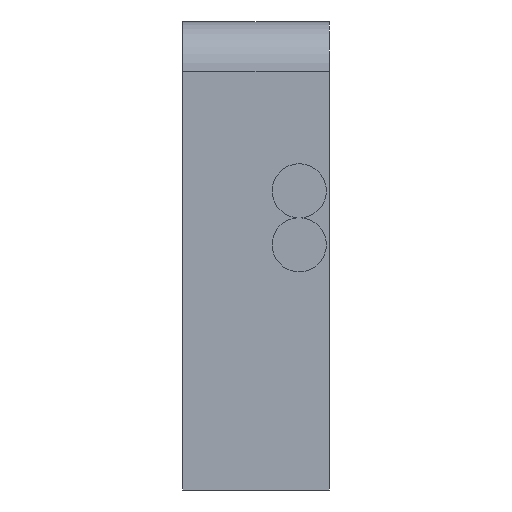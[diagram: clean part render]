
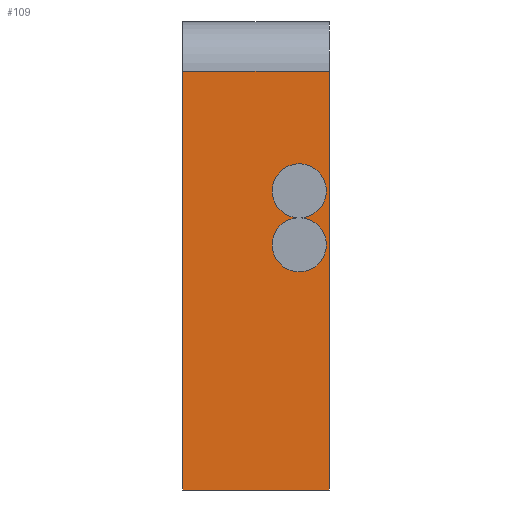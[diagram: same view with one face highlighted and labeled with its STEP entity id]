
A CAD part, front view. The second image highlights one B-rep face of the part: STEP entity #109.
In plain terms, the highlighted planar face has unit normal (0, -1, 0).
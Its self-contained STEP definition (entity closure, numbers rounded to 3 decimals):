
#109=ADVANCED_FACE('',(#215,#216),#160,.F.);
#160=PLANE('',#715);
#183=LINE('',#1021,#199);
#184=LINE('',#1024,#200);
#185=LINE('',#1026,#201);
#186=LINE('',#1028,#202);
#199=VECTOR('',#814,1.);
#200=VECTOR('',#815,1.);
#201=VECTOR('',#816,1.);
#202=VECTOR('',#817,1.);
#215=FACE_BOUND('',#272,.T.);
#216=FACE_BOUND('',#273,.T.);
#272=EDGE_LOOP('',(#360,#361));
#273=EDGE_LOOP('',(#362,#363,#364,#365));
#360=ORIENTED_EDGE('',*,*,#584,.F.);
#361=ORIENTED_EDGE('',*,*,#585,.F.);
#362=ORIENTED_EDGE('',*,*,#586,.F.);
#363=ORIENTED_EDGE('',*,*,#587,.T.);
#364=ORIENTED_EDGE('',*,*,#588,.T.);
#365=ORIENTED_EDGE('',*,*,#589,.F.);
#520=VERTEX_POINT('',#1018);
#521=VERTEX_POINT('',#1019);
#522=VERTEX_POINT('',#1022);
#523=VERTEX_POINT('',#1023);
#524=VERTEX_POINT('',#1025);
#525=VERTEX_POINT('',#1027);
#584=EDGE_CURVE('',#520,#521,#664,.T.);
#585=EDGE_CURVE('',#521,#520,#665,.T.);
#586=EDGE_CURVE('',#522,#523,#183,.T.);
#587=EDGE_CURVE('',#522,#524,#184,.T.);
#588=EDGE_CURVE('',#524,#525,#185,.T.);
#589=EDGE_CURVE('',#523,#525,#186,.T.);
#664=CIRCLE('',#713,1.1);
#665=CIRCLE('',#714,1.1);
#713=AXIS2_PLACEMENT_3D('',#1017,#810,#811);
#714=AXIS2_PLACEMENT_3D('',#1020,#812,#813);
#715=AXIS2_PLACEMENT_3D('',#1029,#818,#819);
#810=DIRECTION('',(0.,-1.,0.));
#811=DIRECTION('',(1.,0.,0.));
#812=DIRECTION('',(0.,-1.,0.));
#813=DIRECTION('',(1.,0.,0.));
#814=DIRECTION('',(0.,0.,-1.));
#815=DIRECTION('',(-1.,0.,0.));
#816=DIRECTION('',(0.,0.,-1.));
#817=DIRECTION('',(-1.,0.,0.));
#818=DIRECTION('',(0.,1.,0.));
#819=DIRECTION('',(0.,0.,1.));
#1017=CARTESIAN_POINT('',(4.781,0.,9.955));
#1018=CARTESIAN_POINT('',(4.676,0.,11.05));
#1019=CARTESIAN_POINT('',(4.885,0.,11.05));
#1020=CARTESIAN_POINT('',(4.781,0.,12.145));
#1021=CARTESIAN_POINT('',(6.,0.,19.));
#1022=CARTESIAN_POINT('',(6.,0.,17.));
#1023=CARTESIAN_POINT('',(6.,0.,0.));
#1024=CARTESIAN_POINT('',(6.,0.,17.));
#1025=CARTESIAN_POINT('',(0.05,0.,17.));
#1026=CARTESIAN_POINT('',(0.05,0.,19.));
#1027=CARTESIAN_POINT('',(0.05,0.,0.));
#1028=CARTESIAN_POINT('',(6.,0.,0.));
#1029=CARTESIAN_POINT('',(6.,0.,19.));
